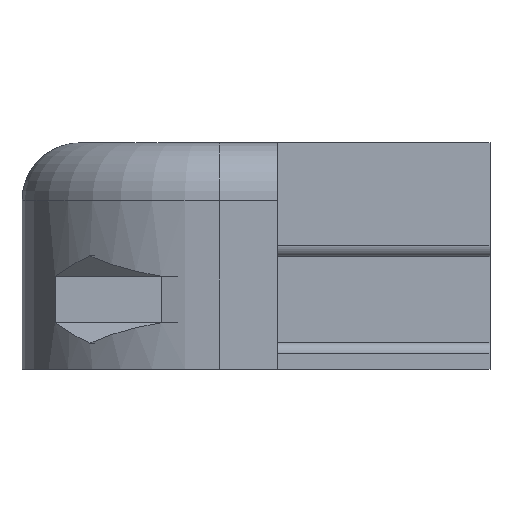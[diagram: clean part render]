
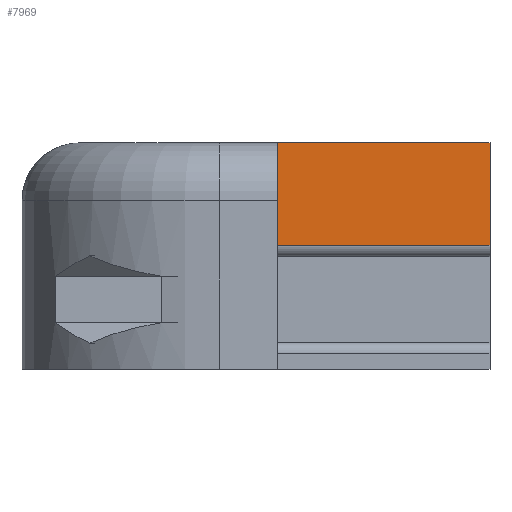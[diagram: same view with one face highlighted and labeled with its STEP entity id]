
A CAD part, front view. The second image highlights one B-rep face of the part: STEP entity #7969.
In plain terms, the highlighted planar face has unit normal (0, -1, 0).
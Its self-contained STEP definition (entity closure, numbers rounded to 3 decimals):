
#44 = PLANE('',#45);
#45 = AXIS2_PLACEMENT_3D('',#46,#47,#48);
#46 = CARTESIAN_POINT('',(20.,40.2,-5.));
#47 = DIRECTION('',(1.,0.,0.));
#48 = DIRECTION('',(0.,-1.,0.));
#1555 = VERTEX_POINT('',#1556);
#1556 = CARTESIAN_POINT('',(20.,-2.2,6.7));
#1570 = PLANE('',#1571);
#1571 = AXIS2_PLACEMENT_3D('',#1572,#1573,#1574);
#1572 = CARTESIAN_POINT('',(20.,46.2,6.7));
#1573 = DIRECTION('',(0.,0.,1.));
#1574 = DIRECTION('',(0.,-1.,0.));
#1582 = EDGE_CURVE('',#1583,#1555,#1585,.T.);
#1583 = VERTEX_POINT('',#1584);
#1584 = CARTESIAN_POINT('',(20.,-2.2,1.4));
#1585 = SURFACE_CURVE('',#1586,(#1590,#1597),.PCURVE_S1.);
#1586 = LINE('',#1587,#1588);
#1587 = CARTESIAN_POINT('',(20.,-2.2,-5.));
#1588 = VECTOR('',#1589,1.);
#1589 = DIRECTION('',(0.,0.,1.));
#1590 = PCURVE('',#44,#1591);
#1591 = DEFINITIONAL_REPRESENTATION('',(#1592),#1596);
#1592 = LINE('',#1593,#1594);
#1593 = CARTESIAN_POINT('',(42.4,0.));
#1594 = VECTOR('',#1595,1.);
#1595 = DIRECTION('',(0.,-1.));
#1596 = ( GEOMETRIC_REPRESENTATION_CONTEXT(2) 
PARAMETRIC_REPRESENTATION_CONTEXT() REPRESENTATION_CONTEXT('2D SPACE',''
  ) );
#1597 = PCURVE('',#1598,#1603);
#1598 = PLANE('',#1599);
#1599 = AXIS2_PLACEMENT_3D('',#1600,#1601,#1602);
#1600 = CARTESIAN_POINT('',(9.,-2.2,-5.));
#1601 = DIRECTION('',(0.,1.,0.));
#1602 = DIRECTION('',(1.,0.,0.));
#1603 = DEFINITIONAL_REPRESENTATION('',(#1604),#1608);
#1604 = LINE('',#1605,#1606);
#1605 = CARTESIAN_POINT('',(11.,0.));
#1606 = VECTOR('',#1607,1.);
#1607 = DIRECTION('',(0.,-1.));
#1608 = ( GEOMETRIC_REPRESENTATION_CONTEXT(2) 
PARAMETRIC_REPRESENTATION_CONTEXT() REPRESENTATION_CONTEXT('2D SPACE',''
  ) );
#1627 = CYLINDRICAL_SURFACE('',#1628,0.6);
#1628 = AXIS2_PLACEMENT_3D('',#1629,#1630,#1631);
#1629 = CARTESIAN_POINT('',(9.,-1.6,1.4));
#1630 = DIRECTION('',(1.,0.,0.));
#1631 = DIRECTION('',(0.,-1.,0.));
#5924 = PLANE('',#5925);
#5925 = AXIS2_PLACEMENT_3D('',#5926,#5927,#5928);
#5926 = CARTESIAN_POINT('',(9.,-6.2,-5.));
#5927 = DIRECTION('',(-1.,0.,0.));
#5928 = DIRECTION('',(0.,1.,0.));
#7564 = VERTEX_POINT('',#7565);
#7565 = CARTESIAN_POINT('',(9.,-2.2,6.7));
#7584 = EDGE_CURVE('',#1555,#7564,#7585,.T.);
#7585 = SURFACE_CURVE('',#7586,(#7590,#7596),.PCURVE_S1.);
#7586 = LINE('',#7587,#7588);
#7587 = CARTESIAN_POINT('',(14.5,-2.2,6.7));
#7588 = VECTOR('',#7589,1.);
#7589 = DIRECTION('',(-1.,0.,0.));
#7590 = PCURVE('',#1570,#7591);
#7591 = DEFINITIONAL_REPRESENTATION('',(#7592),#7595);
#7592 = B_SPLINE_CURVE_WITH_KNOTS('',1,(#7593,#7594),.UNSPECIFIED.,.F.,
  .F.,(2,2),(-5.5,5.5),.PIECEWISE_BEZIER_KNOTS.);
#7593 = CARTESIAN_POINT('',(48.4,0.));
#7594 = CARTESIAN_POINT('',(48.4,-11.));
#7595 = ( GEOMETRIC_REPRESENTATION_CONTEXT(2) 
PARAMETRIC_REPRESENTATION_CONTEXT() REPRESENTATION_CONTEXT('2D SPACE',''
  ) );
#7596 = PCURVE('',#1598,#7597);
#7597 = DEFINITIONAL_REPRESENTATION('',(#7598),#7601);
#7598 = B_SPLINE_CURVE_WITH_KNOTS('',1,(#7599,#7600),.UNSPECIFIED.,.F.,
  .F.,(2,2),(-5.5,5.5),.PIECEWISE_BEZIER_KNOTS.);
#7599 = CARTESIAN_POINT('',(11.,-11.7));
#7600 = CARTESIAN_POINT('',(0.,-11.7));
#7601 = ( GEOMETRIC_REPRESENTATION_CONTEXT(2) 
PARAMETRIC_REPRESENTATION_CONTEXT() REPRESENTATION_CONTEXT('2D SPACE',''
  ) );
#7924 = VERTEX_POINT('',#7925);
#7925 = CARTESIAN_POINT('',(9.,-2.2,1.4));
#7949 = EDGE_CURVE('',#7924,#1583,#7950,.T.);
#7950 = SURFACE_CURVE('',#7951,(#7955,#7962),.PCURVE_S1.);
#7951 = LINE('',#7952,#7953);
#7952 = CARTESIAN_POINT('',(9.,-2.2,1.4));
#7953 = VECTOR('',#7954,1.);
#7954 = DIRECTION('',(1.,0.,0.));
#7955 = PCURVE('',#1627,#7956);
#7956 = DEFINITIONAL_REPRESENTATION('',(#7957),#7961);
#7957 = LINE('',#7958,#7959);
#7958 = CARTESIAN_POINT('',(0.,0.));
#7959 = VECTOR('',#7960,1.);
#7960 = DIRECTION('',(0.,1.));
#7961 = ( GEOMETRIC_REPRESENTATION_CONTEXT(2) 
PARAMETRIC_REPRESENTATION_CONTEXT() REPRESENTATION_CONTEXT('2D SPACE',''
  ) );
#7962 = PCURVE('',#1598,#7963);
#7963 = DEFINITIONAL_REPRESENTATION('',(#7964),#7968);
#7964 = LINE('',#7965,#7966);
#7965 = CARTESIAN_POINT('',(0.,-6.4));
#7966 = VECTOR('',#7967,1.);
#7967 = DIRECTION('',(1.,0.));
#7968 = ( GEOMETRIC_REPRESENTATION_CONTEXT(2) 
PARAMETRIC_REPRESENTATION_CONTEXT() REPRESENTATION_CONTEXT('2D SPACE',''
  ) );
#7969 = ADVANCED_FACE('',(#7970),#1598,.F.);
#7970 = FACE_BOUND('',#7971,.F.);
#7971 = EDGE_LOOP('',(#7972,#7993,#7994,#7995));
#7972 = ORIENTED_EDGE('',*,*,#7973,.T.);
#7973 = EDGE_CURVE('',#7924,#7564,#7974,.T.);
#7974 = SURFACE_CURVE('',#7975,(#7979,#7986),.PCURVE_S1.);
#7975 = LINE('',#7976,#7977);
#7976 = CARTESIAN_POINT('',(9.,-2.2,-5.));
#7977 = VECTOR('',#7978,1.);
#7978 = DIRECTION('',(0.,0.,1.));
#7979 = PCURVE('',#1598,#7980);
#7980 = DEFINITIONAL_REPRESENTATION('',(#7981),#7985);
#7981 = LINE('',#7982,#7983);
#7982 = CARTESIAN_POINT('',(0.,0.));
#7983 = VECTOR('',#7984,1.);
#7984 = DIRECTION('',(0.,-1.));
#7985 = ( GEOMETRIC_REPRESENTATION_CONTEXT(2) 
PARAMETRIC_REPRESENTATION_CONTEXT() REPRESENTATION_CONTEXT('2D SPACE',''
  ) );
#7986 = PCURVE('',#5924,#7987);
#7987 = DEFINITIONAL_REPRESENTATION('',(#7988),#7992);
#7988 = LINE('',#7989,#7990);
#7989 = CARTESIAN_POINT('',(4.,0.));
#7990 = VECTOR('',#7991,1.);
#7991 = DIRECTION('',(0.,-1.));
#7992 = ( GEOMETRIC_REPRESENTATION_CONTEXT(2) 
PARAMETRIC_REPRESENTATION_CONTEXT() REPRESENTATION_CONTEXT('2D SPACE',''
  ) );
#7993 = ORIENTED_EDGE('',*,*,#7584,.F.);
#7994 = ORIENTED_EDGE('',*,*,#1582,.F.);
#7995 = ORIENTED_EDGE('',*,*,#7949,.F.);
